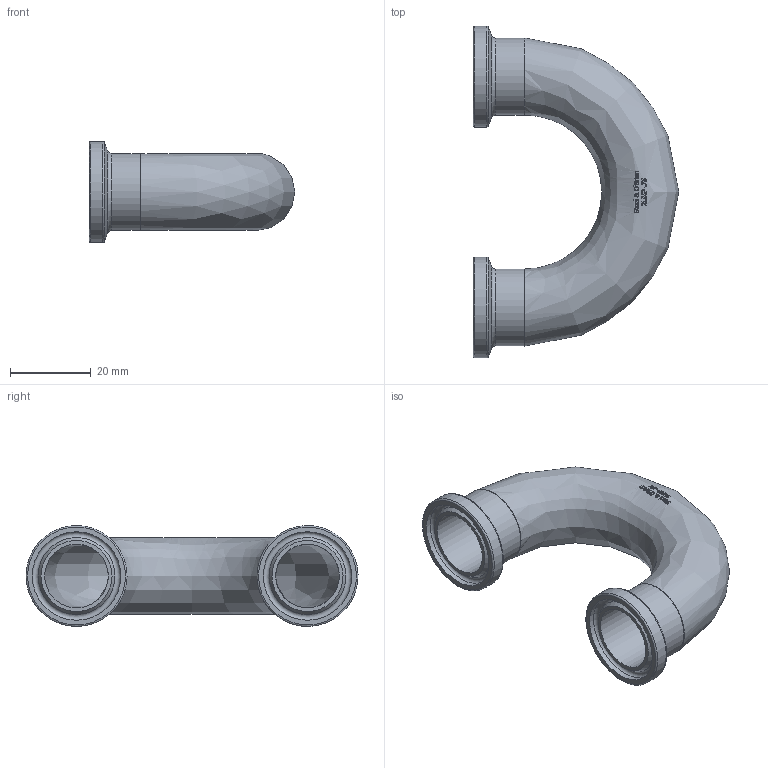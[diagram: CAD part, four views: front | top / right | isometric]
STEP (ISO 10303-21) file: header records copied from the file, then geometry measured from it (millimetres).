
FILE_DESCRIPTION(/* description */ (''),/* implementation_level */ '2;1');
FILE_NAME(/* name */ '2UMP-.75.stp',/* time_stamp */ '2020-12-18T10:31:39-05:00',/* author */ ('rick'),/* organization */ (''),/* preprocessor_version */ 'ST-DEVELOPER v18',/* originating_system */ 'Autodesk Inventor 2020',/* authorisation */ '');
FILE_SCHEMA (('AUTOMOTIVE_DESIGN { 1 0 10303 214 3 1 1 }'));
Length unit declared in the file: inch
Products named in the file (1): 2UMP-.75
Bounding box: 50.8 x 82.14 x 24.99 mm (x, y, z)
Volume: 11544.7 mm3; surface area: 13886.9 mm2
Topology: 1 solids, 1 shells, 359 faces, 990 edges, 670 vertices
Faces by surface type: bspline 192, plane 143, torus 12, cylinder 8, cone 4
Full cylindrical faces by diameter (mm): 15.748 x2, 19.05 x2, 21.895 x2, 24.994 x2
Entity records: 16355 total; most frequent: CARTESIAN_POINT 8725, ORIENTED_EDGE 1980, EDGE_CURVE 990, DIRECTION 834, VERTEX_POINT 670, B_SPLINE_CURVE_WITH_KNOTS 588, EDGE_LOOP 398, FACE_OUTER_BOUND 359
